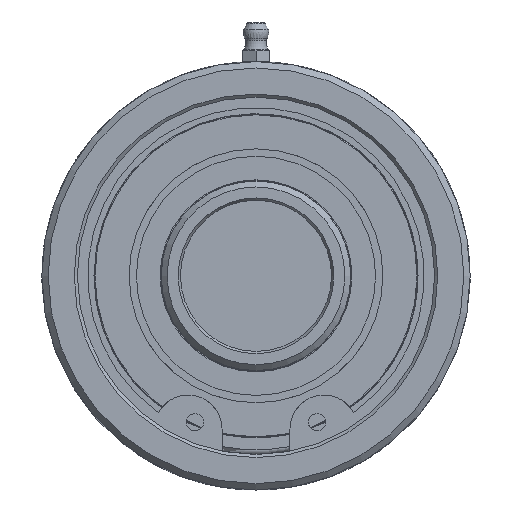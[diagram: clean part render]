
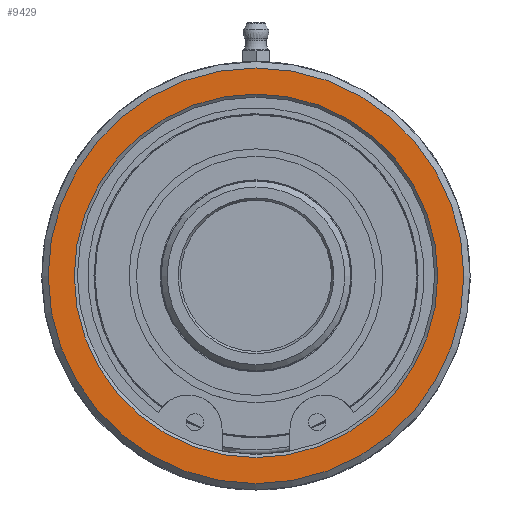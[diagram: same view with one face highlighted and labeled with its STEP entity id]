
A CAD part, left-side view. The second image highlights one B-rep face of the part: STEP entity #9429.
In plain terms, the highlighted planar face has unit normal (-1, 0, 0).
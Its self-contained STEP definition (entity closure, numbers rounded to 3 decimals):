
#876=CIRCLE('',#10303,45.835);
#879=CIRCLE('',#10308,52.4);
#1225=PLANE('',#10307);
#1301=FACE_BOUND('',#3263,.T.);
#2677=FACE_OUTER_BOUND('',#3262,.T.);
#3262=EDGE_LOOP('',(#8420));
#3263=EDGE_LOOP('',(#8421));
#4524=VERTEX_POINT('',#21272);
#4527=VERTEX_POINT('',#21282);
#5858=EDGE_CURVE('',#4524,#4524,#876,.T.);
#5862=EDGE_CURVE('',#4527,#4527,#879,.T.);
#8420=ORIENTED_EDGE('',*,*,#5862,.F.);
#8421=ORIENTED_EDGE('',*,*,#5858,.F.);
#9429=ADVANCED_FACE('',(#2677,#1301),#1225,.T.);
#10303=AXIS2_PLACEMENT_3D('',#21274,#12435,#12436);
#10307=AXIS2_PLACEMENT_3D('',#21281,#12444,#12445);
#10308=AXIS2_PLACEMENT_3D('',#21283,#12446,#12447);
#12435=DIRECTION('center_axis',(-1.,0.,0.));
#12436=DIRECTION('ref_axis',(0.,0.,-1.));
#12444=DIRECTION('center_axis',(-1.,0.,0.));
#12445=DIRECTION('ref_axis',(0.,0.,1.));
#12446=DIRECTION('center_axis',(1.,0.,0.));
#12447=DIRECTION('ref_axis',(0.,0.,-1.));
#21272=CARTESIAN_POINT('',(-57.,0.,45.835));
#21274=CARTESIAN_POINT('Origin',(-57.,0.,0.));
#21281=CARTESIAN_POINT('Origin',(-57.,0.,0.));
#21282=CARTESIAN_POINT('',(-57.,0.,52.4));
#21283=CARTESIAN_POINT('Origin',(-57.,0.,0.));
